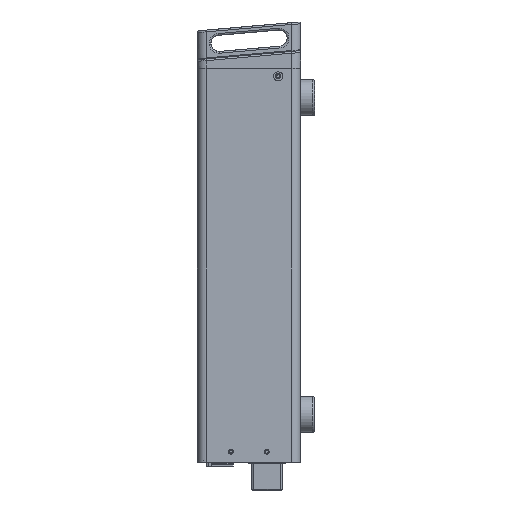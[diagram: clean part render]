
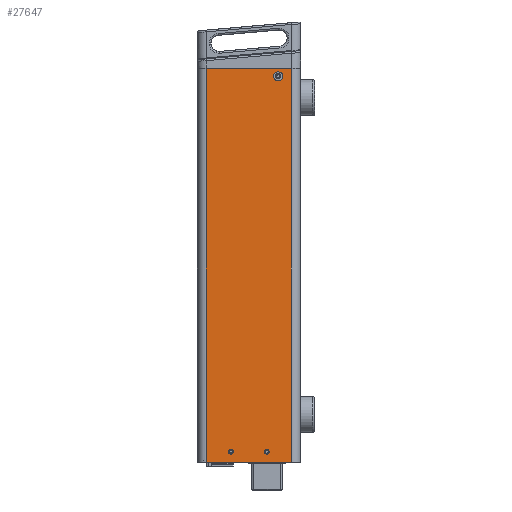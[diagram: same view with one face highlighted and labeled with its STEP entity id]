
A CAD part, left-side view. The second image highlights one B-rep face of the part: STEP entity #27647.
In plain terms, the highlighted planar face has unit normal (-1, 0, 0).
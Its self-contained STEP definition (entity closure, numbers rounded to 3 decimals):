
#7492 = DIRECTION ( 'NONE',  ( 0., 1., 0. ) ) ;
#9218 = FACE_BOUND ( 'NONE', #173621, .T. ) ;
#9613 = EDGE_CURVE ( 'NONE', #183703, #59464, #65530, .T. ) ;
#14186 = ORIENTED_EDGE ( 'NONE', *, *, #160143, .F. ) ;
#14277 = VERTEX_POINT ( 'NONE', #270361 ) ;
#15824 = EDGE_CURVE ( 'NONE', #233631, #233631, #132486, .T. ) ;
#16122 = EDGE_CURVE ( 'NONE', #291239, #159007, #196018, .T. ) ;
#17987 = AXIS2_PLACEMENT_3D ( 'NONE', #62569, #85246, #244292 ) ;
#21232 = EDGE_LOOP ( 'NONE', ( #103122 ) ) ;
#21685 = EDGE_LOOP ( 'NONE', ( #14186 ) ) ;
#27647 = ADVANCED_FACE ( 'NONE', ( #291617, #9218, #93856, #217402 ), #265944, .F. ) ;
#31109 = CARTESIAN_POINT ( 'NONE',  ( -27.528, 328.117, 67.039 ) ) ;
#31453 = DIRECTION ( 'NONE',  ( 0., 0., 1. ) ) ;
#42080 = ORIENTED_EDGE ( 'NONE', *, *, #16122, .F. ) ;
#47197 = CARTESIAN_POINT ( 'NONE',  ( -27.528, 328.117, 64.289 ) ) ;
#58007 = CARTESIAN_POINT ( 'NONE',  ( -27.528, 275.217, 482.789 ) ) ;
#58561 = CARTESIAN_POINT ( 'NONE',  ( -27.528, 260.717, 52.289 ) ) ;
#59464 = VERTEX_POINT ( 'NONE', #91728 ) ;
#62569 = CARTESIAN_POINT ( 'NONE',  ( -27.528, 365.217, 271.789 ) ) ;
#64868 = CARTESIAN_POINT ( 'NONE',  ( -27.528, 355.217, 52.289 ) ) ;
#65530 = LINE ( 'NONE', #166758, #238730 ) ;
#70553 = LINE ( 'NONE', #196201, #233263 ) ;
#71067 = AXIS2_PLACEMENT_3D ( 'NONE', #47197, #188189, #121044 ) ;
#76070 = CARTESIAN_POINT ( 'NONE',  ( -27.528, 355.217, 491.289 ) ) ;
#76864 = CARTESIAN_POINT ( 'NONE',  ( -27.528, 288.117, 67.039 ) ) ;
#85246 = DIRECTION ( 'NONE',  ( 1., 0., 0. ) ) ;
#91728 = CARTESIAN_POINT ( 'NONE',  ( -27.528, 260.717, 491.289 ) ) ;
#93856 = FACE_BOUND ( 'NONE', #21232, .T. ) ;
#95670 = EDGE_CURVE ( 'NONE', #159007, #59464, #70553, .T. ) ;
#96018 = EDGE_LOOP ( 'NONE', ( #218183, #159246, #42080, #260773 ) ) ;
#103122 = ORIENTED_EDGE ( 'NONE', *, *, #15824, .F. ) ;
#106620 = EDGE_CURVE ( 'NONE', #14277, #14277, #108026, .T. ) ;
#108026 = CIRCLE ( 'NONE', #206614, 5. ) ;
#109281 = DIRECTION ( 'NONE',  ( 0., -1., 0. ) ) ;
#115191 = VECTOR ( 'NONE', #7492, 1000. ) ;
#118709 = CIRCLE ( 'NONE', #157879, 2.75 ) ;
#121044 = DIRECTION ( 'NONE',  ( 0., 0., 1. ) ) ;
#132486 = CIRCLE ( 'NONE', #71067, 2.75 ) ;
#133213 = EDGE_CURVE ( 'NONE', #183703, #291239, #249536, .T. ) ;
#144973 = DIRECTION ( 'NONE',  ( 0., 0., 1. ) ) ;
#157879 = AXIS2_PLACEMENT_3D ( 'NONE', #188283, #255494, #279136 ) ;
#159007 = VERTEX_POINT ( 'NONE', #76070 ) ;
#159246 = ORIENTED_EDGE ( 'NONE', *, *, #95670, .F. ) ;
#160143 = EDGE_CURVE ( 'NONE', #165895, #165895, #118709, .T. ) ;
#165895 = VERTEX_POINT ( 'NONE', #76864 ) ;
#166758 = CARTESIAN_POINT ( 'NONE',  ( -27.528, 260.717, 52.289 ) ) ;
#173621 = EDGE_LOOP ( 'NONE', ( #247309 ) ) ;
#183703 = VERTEX_POINT ( 'NONE', #58561 ) ;
#188189 = DIRECTION ( 'NONE',  ( -1., 0., 0. ) ) ;
#188283 = CARTESIAN_POINT ( 'NONE',  ( -27.528, 288.117, 64.289 ) ) ;
#196018 = LINE ( 'NONE', #204744, #217272 ) ;
#196201 = CARTESIAN_POINT ( 'NONE',  ( -27.528, 363.217, 491.289 ) ) ;
#204744 = CARTESIAN_POINT ( 'NONE',  ( -27.528, 355.217, 491.289 ) ) ;
#205691 = DIRECTION ( 'NONE',  ( 0., 0., 1. ) ) ;
#206614 = AXIS2_PLACEMENT_3D ( 'NONE', #58007, #216033, #144973 ) ;
#216033 = DIRECTION ( 'NONE',  ( -1., 0., 0. ) ) ;
#217272 = VECTOR ( 'NONE', #205691, 1000. ) ;
#217402 = FACE_BOUND ( 'NONE', #21685, .T. ) ;
#218183 = ORIENTED_EDGE ( 'NONE', *, *, #9613, .T. ) ;
#233263 = VECTOR ( 'NONE', #109281, 1000. ) ;
#233631 = VERTEX_POINT ( 'NONE', #31109 ) ;
#235566 = CARTESIAN_POINT ( 'NONE',  ( -27.528, 250.717, 52.289 ) ) ;
#238730 = VECTOR ( 'NONE', #31453, 1000. ) ;
#244292 = DIRECTION ( 'NONE',  ( 0., 0., 1. ) ) ;
#247309 = ORIENTED_EDGE ( 'NONE', *, *, #106620, .F. ) ;
#249536 = LINE ( 'NONE', #235566, #115191 ) ;
#255494 = DIRECTION ( 'NONE',  ( -1., 0., 0. ) ) ;
#260773 = ORIENTED_EDGE ( 'NONE', *, *, #133213, .F. ) ;
#265944 = PLANE ( 'NONE',  #17987 ) ;
#270361 = CARTESIAN_POINT ( 'NONE',  ( -27.528, 275.217, 487.789 ) ) ;
#279136 = DIRECTION ( 'NONE',  ( 0., 0., 1. ) ) ;
#291239 = VERTEX_POINT ( 'NONE', #64868 ) ;
#291617 = FACE_OUTER_BOUND ( 'NONE', #96018, .T. ) ;
